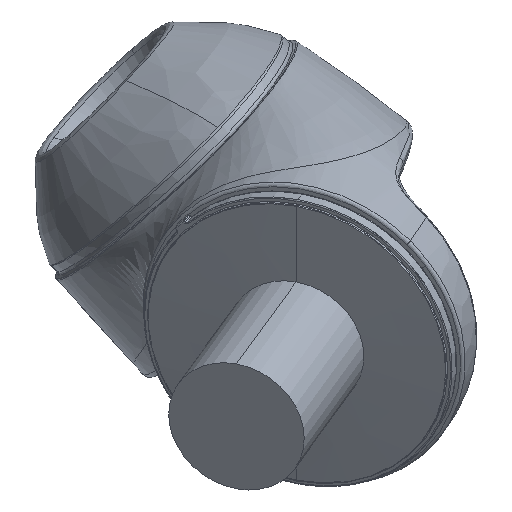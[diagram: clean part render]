
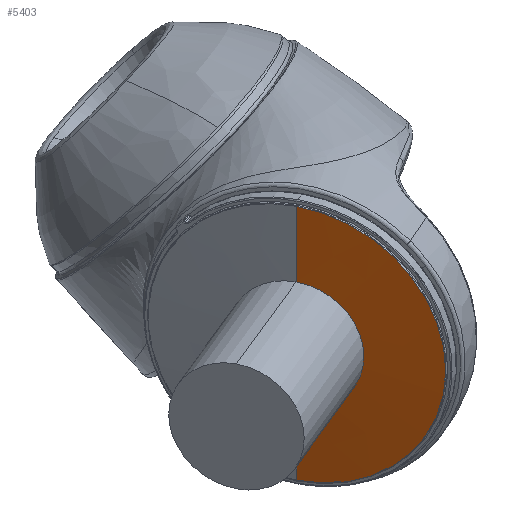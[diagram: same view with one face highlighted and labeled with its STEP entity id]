
A CAD part, left-side view. The second image highlights one B-rep face of the part: STEP entity #5403.
In plain terms, the highlighted conical face has half-angle 89 degrees and reference radius 20 mm.
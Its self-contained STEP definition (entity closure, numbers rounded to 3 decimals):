
#523 = EDGE_CURVE ( 'NONE', #49778, #49556, #47281, .T. ) ;
#1208 = EDGE_CURVE ( 'NONE', #49443, #49782, #46780, .T. ) ;
#1401 = AXIS2_PLACEMENT_3D ( 'NONE', #32981, #32979, #32962 ) ;
#1765 = EDGE_CURVE ( 'NONE', #49443, #49778, #47052, .T. ) ;
#2570 = AXIS2_PLACEMENT_3D ( 'NONE', #45566, #45565, #45564 ) ;
#2792 = AXIS2_PLACEMENT_3D ( 'NONE', #44715, #44735, #44717 ) ;
#2826 = EDGE_CURVE ( 'NONE', #49782, #49556, #46778, .T. ) ;
#5403 = ADVANCED_FACE ( 'NONE', ( #8174 ), #8393, .T. ) ;
#8174 = FACE_OUTER_BOUND ( 'NONE', #46934, .T. ) ;
#8393 = CONICAL_SURFACE ( 'NONE', #1401, 20., 1.553 ) ;
#11122 = CARTESIAN_POINT ( 'NONE',  ( 265.393, -165.741, 560.319 ) ) ;
#11126 = CARTESIAN_POINT ( 'NONE',  ( 297.734, -165.885, 505.09 ) ) ;
#11145 = CARTESIAN_POINT ( 'NONE',  ( 253.734, -165.885, 581.3 ) ) ;
#11151 = CARTESIAN_POINT ( 'NONE',  ( 285.393, -165.741, 525.678 ) ) ;
#22775 = CARTESIAN_POINT ( 'NONE',  ( 285.393, -165.741, 525.678 ) ) ;
#22815 = DIRECTION ( 'NONE',  ( 0.514, -0.006, -0.858 ) ) ;
#32962 = DIRECTION ( 'NONE',  ( 0.5, 0., -0.866 ) ) ;
#32979 = DIRECTION ( 'NONE',  ( 0.814, -0.342, 0.47 ) ) ;
#32981 = CARTESIAN_POINT ( 'NONE',  ( 275.393, -165.741, 542.998 ) ) ;
#44715 = CARTESIAN_POINT ( 'NONE',  ( 275.393, -165.741, 542.998 ) ) ;
#44717 = DIRECTION ( 'NONE',  ( 0.544, 0.732, -0.409 ) ) ;
#44735 = DIRECTION ( 'NONE',  ( -0.814, 0.342, -0.47 ) ) ;
#45503 = DIRECTION ( 'NONE',  ( -0.486, -0.006, 0.874 ) ) ;
#45506 = CARTESIAN_POINT ( 'NONE',  ( 265.393, -165.741, 560.319 ) ) ;
#45564 = DIRECTION ( 'NONE',  ( -0.544, -0.732, 0.409 ) ) ;
#45565 = DIRECTION ( 'NONE',  ( -0.814, 0.342, -0.47 ) ) ;
#45566 = CARTESIAN_POINT ( 'NONE',  ( 275.734, -165.885, 543.195 ) ) ;
#46762 = VECTOR ( 'NONE', #22815, 1000. ) ;
#46778 = CIRCLE ( 'NONE', #2570, 44. ) ;
#46780 = LINE ( 'NONE', #22775, #46762 ) ;
#46934 = EDGE_LOOP ( 'NONE', ( #49056, #49569, #49281, #49383 ) ) ;
#47052 = CIRCLE ( 'NONE', #2792, 20. ) ;
#47281 = LINE ( 'NONE', #45506, #47389 ) ;
#47389 = VECTOR ( 'NONE', #45503, 1000. ) ;
#49056 = ORIENTED_EDGE ( 'NONE', *, *, #523, .F. ) ;
#49281 = ORIENTED_EDGE ( 'NONE', *, *, #1208, .T. ) ;
#49383 = ORIENTED_EDGE ( 'NONE', *, *, #2826, .T. ) ;
#49443 = VERTEX_POINT ( 'NONE', #11151 ) ;
#49556 = VERTEX_POINT ( 'NONE', #11145 ) ;
#49569 = ORIENTED_EDGE ( 'NONE', *, *, #1765, .F. ) ;
#49778 = VERTEX_POINT ( 'NONE', #11122 ) ;
#49782 = VERTEX_POINT ( 'NONE', #11126 ) ;
